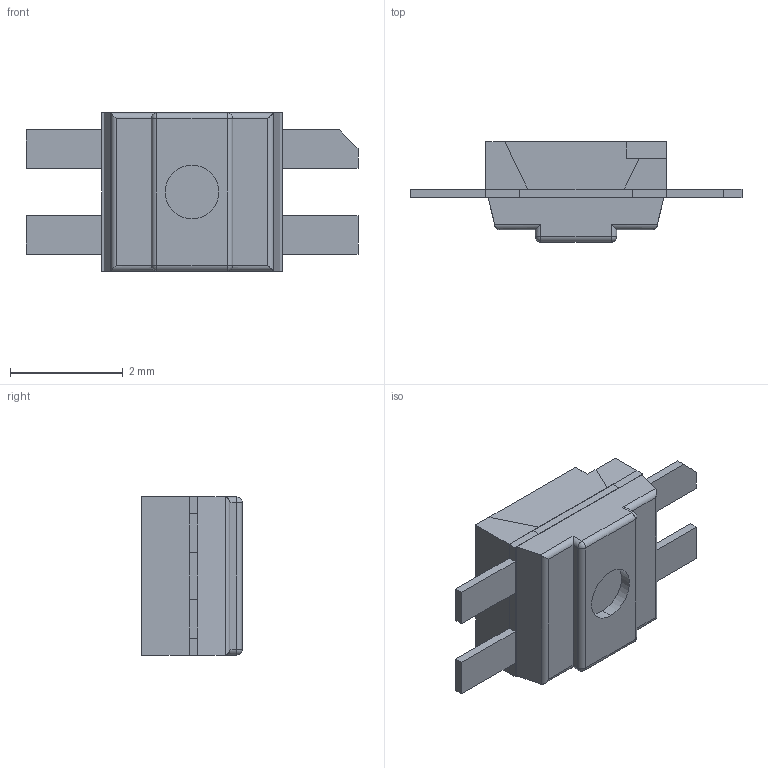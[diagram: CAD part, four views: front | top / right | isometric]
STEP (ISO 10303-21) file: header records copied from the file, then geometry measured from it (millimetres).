
FILE_DESCRIPTION (( 'STEP AP214' ), '1' );
FILE_NAME ('SK6812MINI-E.STEP', '2022-04-29T12:50:07', ( '' ), ( '' ), 'SwSTEP 2.0', 'SolidWorks 2018', '' );
FILE_SCHEMA (( 'AUTOMOTIVE_DESIGN' ));
Length unit declared in the file: millimetre
Products named in the file (1): SK6812MINI-E
Bounding box: 5.88 x 1.78 x 2.8 mm (x, y, z)
Volume: 11.8 mm3; surface area: 81 mm2
Topology: 7 solids, 7 shells, 88 faces, 207 edges, 130 vertices
Faces by surface type: plane 66, cylinder 16, sphere 4, cone 2
Entity records: 2531 total; most frequent: CARTESIAN_POINT 458, ORIENTED_EDGE 406, DIRECTION 389, EDGE_CURVE 203, VECTOR 171, LINE 171, VERTEX_POINT 130, AXIS2_PLACEMENT_3D 109
